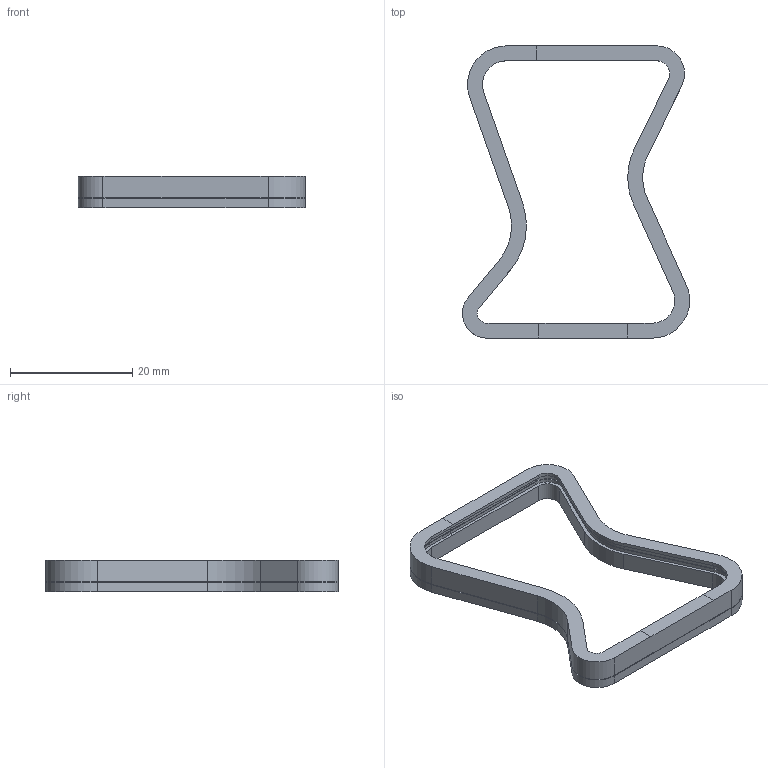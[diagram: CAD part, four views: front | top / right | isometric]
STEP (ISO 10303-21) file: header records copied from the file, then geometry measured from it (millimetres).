
FILE_DESCRIPTION(('Open CASCADE Model'),'2;1');
FILE_NAME('Open CASCADE Shape Model','2025-12-08T14:41:30',('Author'),( 'Open CASCADE'),'Open CASCADE STEP processor 7.8','Open CASCADE 7.8' ,'Unknown');
FILE_SCHEMA(('AUTOMOTIVE_DESIGN { 1 0 10303 214 1 1 1 1 }'));
Length unit declared in the file: millimetre
Products named in the file (4): Open CASCADE STEP translator 7.8 1; Open CASCADE STEP translator 7.8 1.1; Open CASCADE STEP translator 7.8 1.1.1; Open CASCADE STEP translator 7.8 1.1.2
Assembly tree (3 placements, depth 3):
  Open CASCADE STEP translator 7.8 1
    Open CASCADE STEP translator 7.8 1.1
      Open CASCADE STEP translator 7.8 1.1.1
      Open CASCADE STEP translator 7.8 1.1.2
Bounding box: 37.13 x 47.73 x 5.1 mm (x, y, z)
Volume: 1768 mm3; surface area: 3817.8 mm2
Topology: 2 solids, 2 shells, 152 faces, 442 edges, 290 vertices
Faces by surface type: plane 104, cylinder 48
Entity records: 10995 total; most frequent: CARTESIAN_POINT 2084, DIRECTION 1687, LINE 1120, VECTOR 1120, ORIENTED_EDGE 900, PCURVE 884, DEFINITIONAL_REPRESENTATION 884, EDGE_CURVE 442
